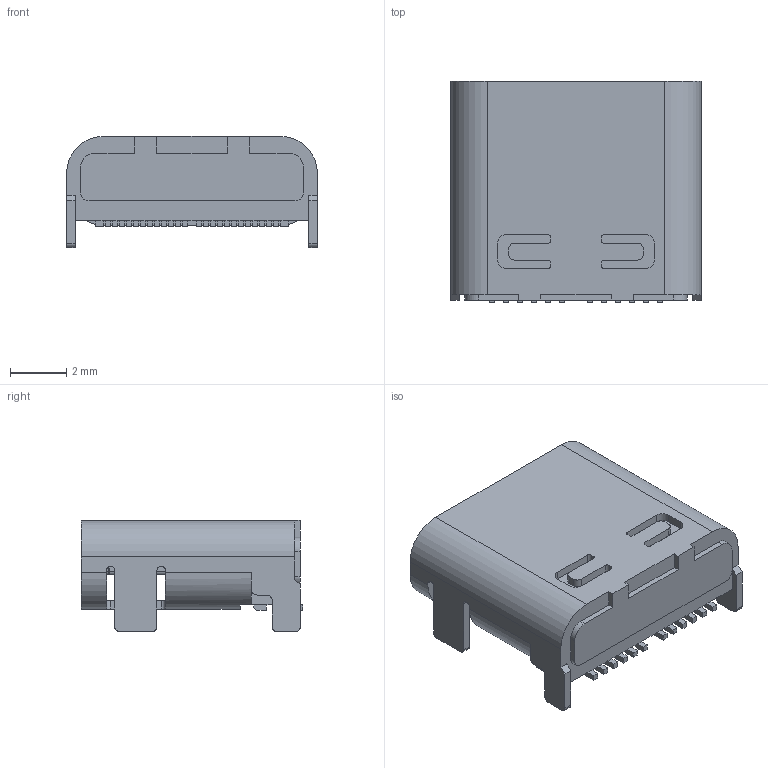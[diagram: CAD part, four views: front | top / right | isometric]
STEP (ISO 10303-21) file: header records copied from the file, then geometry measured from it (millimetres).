
FILE_DESCRIPTION(('STEP AP242'),'1');
FILE_NAME('105450-0101.stp','2021-03-04T09:35:49',('TraceParts'),('TraceParts S.A.'),'Spatial InterOp 3D',' ',' ');
FILE_SCHEMA(('AP242_MANAGED_MODEL_BASED_3D_ENGINEERING_MIM_LF {1 0 10303 442 1 1 4}'));
Length unit declared in the file: millimetre
Products named in the file (1): 105450-0101_1
Bounding box: 8.94 x 7.9 x 3.96 mm (x, y, z)
Volume: 129.7 mm3; surface area: 398.4 mm2
Topology: 1 solids, 1 shells, 399 faces, 1212 edges, 958 vertices
Faces by surface type: plane 257, cylinder 126, torus 8, bspline 4, sphere 4
Entity records: 13514 total; most frequent: CARTESIAN_POINT 2427, DIRECTION 2284, ORIENTED_EDGE 2168, EDGE_CURVE 1084, LINE 918, VECTOR 918, VERTEX_POINT 702, AXIS2_PLACEMENT_3D 683
